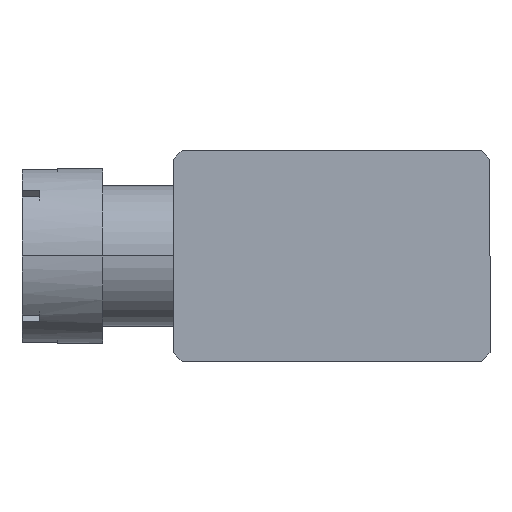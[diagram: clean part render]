
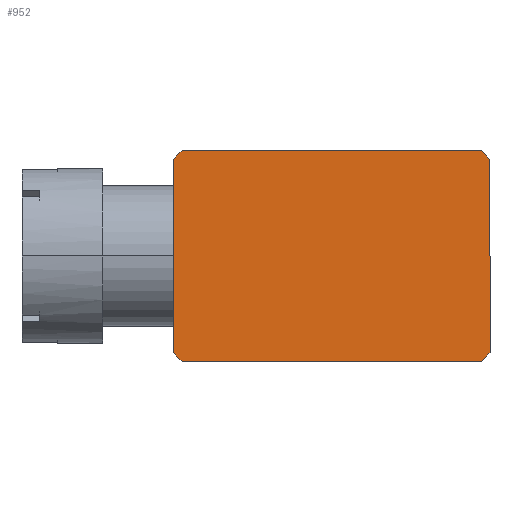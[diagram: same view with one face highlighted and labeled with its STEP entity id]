
A CAD part, left-side view. The second image highlights one B-rep face of the part: STEP entity #952.
In plain terms, the highlighted face is planar.
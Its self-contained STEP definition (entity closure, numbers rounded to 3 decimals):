
#33 = VERTEX_POINT ( 'NONE', #141 ) ;
#82 = EDGE_CURVE ( 'NONE', #3550, #642, #1020, .T. ) ;
#141 = CARTESIAN_POINT ( 'NONE',  ( -3., 4.25, 25.5 ) ) ;
#185 = ORIENTED_EDGE ( 'NONE', *, *, #734, .T. ) ;
#195 = ORIENTED_EDGE ( 'NONE', *, *, #82, .T. ) ;
#242 = ORIENTED_EDGE ( 'NONE', *, *, #727, .T. ) ;
#302 = ORIENTED_EDGE ( 'NONE', *, *, #505, .T. ) ;
#308 = VERTEX_POINT ( 'NONE', #3435 ) ;
#330 = LINE ( 'NONE', #1812, #3465 ) ;
#350 = ORIENTED_EDGE ( 'NONE', *, *, #510, .T. ) ;
#443 = ORIENTED_EDGE ( 'NONE', *, *, #623, .T. ) ;
#470 = EDGE_CURVE ( 'NONE', #33, #1942, #1728, .T. ) ;
#505 = EDGE_CURVE ( 'NONE', #687, #1471, #711, .T. ) ;
#510 = EDGE_CURVE ( 'NONE', #4104, #687, #4021, .T. ) ;
#553 = ORIENTED_EDGE ( 'NONE', *, *, #690, .T. ) ;
#580 = ORIENTED_EDGE ( 'NONE', *, *, #470, .T. ) ;
#615 = VECTOR ( 'NONE', #848, 1000. ) ;
#623 = EDGE_CURVE ( 'NONE', #308, #4104, #1169, .T. ) ;
#642 = VERTEX_POINT ( 'NONE', #4097 ) ;
#687 = VERTEX_POINT ( 'NONE', #2498 ) ;
#690 = EDGE_CURVE ( 'NONE', #1942, #308, #1784, .T. ) ;
#711 = LINE ( 'NONE', #990, #3330 ) ;
#727 = EDGE_CURVE ( 'NONE', #1471, #3550, #330, .T. ) ;
#734 = EDGE_CURVE ( 'NONE', #642, #33, #1507, .T. ) ;
#848 = DIRECTION ( 'NONE',  ( 0.707, 0.707, 0. ) ) ;
#859 = CARTESIAN_POINT ( 'NONE',  ( 3., 4.25, 25.5 ) ) ;
#952 = ADVANCED_FACE ( 'NONE', ( #3414 ), #3473, .T. ) ;
#958 = DIRECTION ( 'NONE',  ( 0., 1., 0. ) ) ;
#990 = CARTESIAN_POINT ( 'NONE',  ( 3., 4.5, 25.5 ) ) ;
#1020 = LINE ( 'NONE', #1718, #1905 ) ;
#1169 = LINE ( 'NONE', #3969, #2032 ) ;
#1471 = VERTEX_POINT ( 'NONE', #859 ) ;
#1507 = LINE ( 'NONE', #1676, #3373 ) ;
#1670 = DIRECTION ( 'NONE',  ( -0.707, -0.707, 0. ) ) ;
#1676 = CARTESIAN_POINT ( 'NONE',  ( -7.375, -0.125, 25.5 ) ) ;
#1697 = DIRECTION ( 'NONE',  ( -0.707, 0.707, 0. ) ) ;
#1711 = DIRECTION ( 'NONE',  ( -1., 0., 0. ) ) ;
#1718 = CARTESIAN_POINT ( 'NONE',  ( -3., 4.5, 25.5 ) ) ;
#1728 = LINE ( 'NONE', #1869, #3628 ) ;
#1755 = CARTESIAN_POINT ( 'NONE',  ( -3., -4.25, 25.5 ) ) ;
#1767 = DIRECTION ( 'NONE',  ( 0., -1., 0. ) ) ;
#1784 = LINE ( 'NONE', #2371, #3582 ) ;
#1812 = CARTESIAN_POINT ( 'NONE',  ( 4.375, 2.875, 25.5 ) ) ;
#1869 = CARTESIAN_POINT ( 'NONE',  ( -3., 4.5, 25.5 ) ) ;
#1905 = VECTOR ( 'NONE', #1711, 1000. ) ;
#1942 = VERTEX_POINT ( 'NONE', #1755 ) ;
#1983 = CARTESIAN_POINT ( 'NONE',  ( 2.75, -4.5, 25.5 ) ) ;
#2032 = VECTOR ( 'NONE', #4069, 1000. ) ;
#2053 = EDGE_LOOP ( 'NONE', ( #580, #553, #443, #350, #302, #242, #195, #185 ) ) ;
#2216 = DIRECTION ( 'NONE',  ( 0.707, -0.707, 0. ) ) ;
#2371 = CARTESIAN_POINT ( 'NONE',  ( -2.875, -4.375, 25.5 ) ) ;
#2498 = CARTESIAN_POINT ( 'NONE',  ( 3., -4.25, 25.5 ) ) ;
#2798 = CARTESIAN_POINT ( 'NONE',  ( 2.75, 4.5, 25.5 ) ) ;
#2980 = CARTESIAN_POINT ( 'NONE',  ( -0.125, -7.375, 25.5 ) ) ;
#3067 = AXIS2_PLACEMENT_3D ( 'NONE', #3508, #3702, #3459 ) ;
#3330 = VECTOR ( 'NONE', #958, 1000. ) ;
#3373 = VECTOR ( 'NONE', #1670, 1000. ) ;
#3414 = FACE_OUTER_BOUND ( 'NONE', #2053, .T. ) ;
#3435 = CARTESIAN_POINT ( 'NONE',  ( -2.75, -4.5, 25.5 ) ) ;
#3459 = DIRECTION ( 'NONE',  ( 1., 0., 0. ) ) ;
#3465 = VECTOR ( 'NONE', #1697, 1000. ) ;
#3473 = PLANE ( 'NONE',  #3067 ) ;
#3508 = CARTESIAN_POINT ( 'NONE',  ( -3., -4.5, 25.5 ) ) ;
#3550 = VERTEX_POINT ( 'NONE', #2798 ) ;
#3582 = VECTOR ( 'NONE', #2216, 1000. ) ;
#3628 = VECTOR ( 'NONE', #1767, 1000. ) ;
#3702 = DIRECTION ( 'NONE',  ( 0., 0., 1. ) ) ;
#3969 = CARTESIAN_POINT ( 'NONE',  ( -3., -4.5, 25.5 ) ) ;
#4021 = LINE ( 'NONE', #2980, #615 ) ;
#4069 = DIRECTION ( 'NONE',  ( 1., 0., 0. ) ) ;
#4097 = CARTESIAN_POINT ( 'NONE',  ( -2.75, 4.5, 25.5 ) ) ;
#4104 = VERTEX_POINT ( 'NONE', #1983 ) ;
